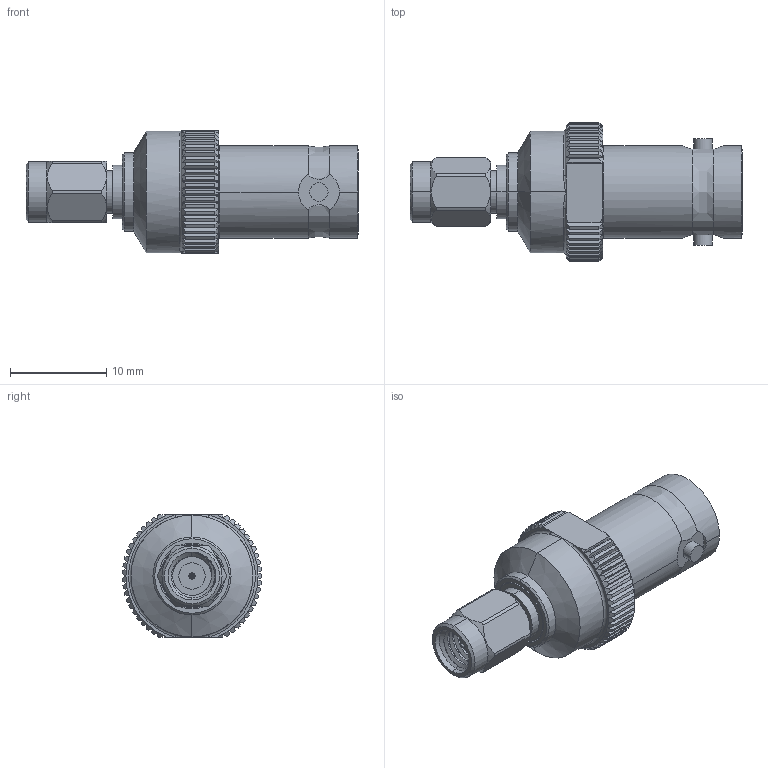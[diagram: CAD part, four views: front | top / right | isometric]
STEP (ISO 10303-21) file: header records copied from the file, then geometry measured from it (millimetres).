
FILE_DESCRIPTION (( 'STEP AP203' ), '1' );
FILE_NAME ('FMAD1282_3D.STEP', '2022-03-18T22:04:35', ( '' ), ( '' ), 'SwSTEP 2.0', 'SolidWorks 2021', '' );
FILE_SCHEMA (( 'CONFIG_CONTROL_DESIGN' ));
Length unit declared in the file: inch
Products named in the file (1): FMAD1282_3D
Bounding box: 34.54 x 14.5 x 12.7 mm (x, y, z)
Volume: 2115.6 mm3; surface area: 2049.5 mm2
Topology: 3 solids, 3 shells, 286 faces, 769 edges, 502 vertices
Faces by surface type: plane 139, cylinder 103, cone 33, bspline 9, torus 2
Entity records: 10440 total; most frequent: CARTESIAN_POINT 3536, ORIENTED_EDGE 1538, DIRECTION 1301, EDGE_CURVE 769, AXIS2_PLACEMENT_3D 518, VERTEX_POINT 502, EDGE_LOOP 301, ADVANCED_FACE 286
